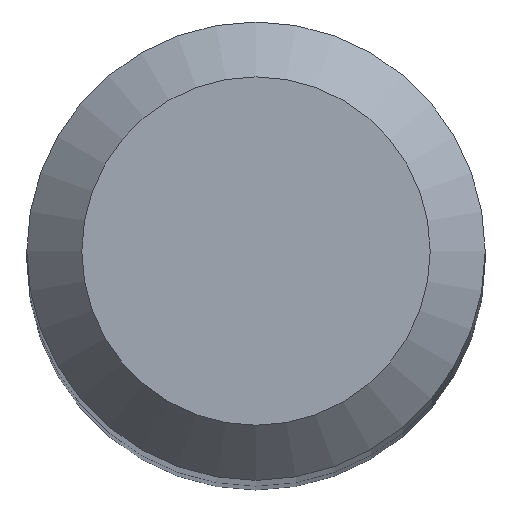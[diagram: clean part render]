
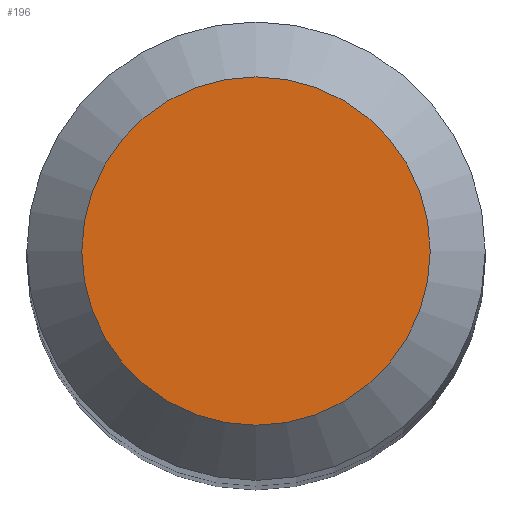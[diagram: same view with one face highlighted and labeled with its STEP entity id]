
A CAD part, top view. The second image highlights one B-rep face of the part: STEP entity #196.
In plain terms, the highlighted planar face has unit normal (0, 0, 1).
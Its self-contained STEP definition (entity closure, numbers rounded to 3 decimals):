
#13 = DIRECTION ( 'NONE',  ( 0., 1., 0. ) ) ;
#30 = CARTESIAN_POINT ( 'NONE',  ( 0., 0., 62. ) ) ;
#32 = AXIS2_PLACEMENT_3D ( 'NONE', #183, #53, #13 ) ;
#37 = AXIS2_PLACEMENT_3D ( 'NONE', #30, #137, #198 ) ;
#53 = DIRECTION ( 'NONE',  ( 0., 0., -1. ) ) ;
#55 = VERTEX_POINT ( 'NONE', #118 ) ;
#58 = EDGE_LOOP ( 'NONE', ( #99 ) ) ;
#64 = EDGE_CURVE ( 'NONE', #55, #55, #140, .T. ) ;
#84 = FACE_OUTER_BOUND ( 'NONE', #58, .T. ) ;
#99 = ORIENTED_EDGE ( 'NONE', *, *, #64, .F. ) ;
#118 = CARTESIAN_POINT ( 'NONE',  ( 0., 1.9, 62. ) ) ;
#137 = DIRECTION ( 'NONE',  ( 0., 0., -1. ) ) ;
#140 = CIRCLE ( 'NONE', #32, 1.9 ) ;
#152 = PLANE ( 'NONE',  #37 ) ;
#183 = CARTESIAN_POINT ( 'NONE',  ( 0., 0., 62. ) ) ;
#196 = ADVANCED_FACE ( 'NONE', ( #84 ), #152, .F. ) ;
#198 = DIRECTION ( 'NONE',  ( 0., 1., 0. ) ) ;
